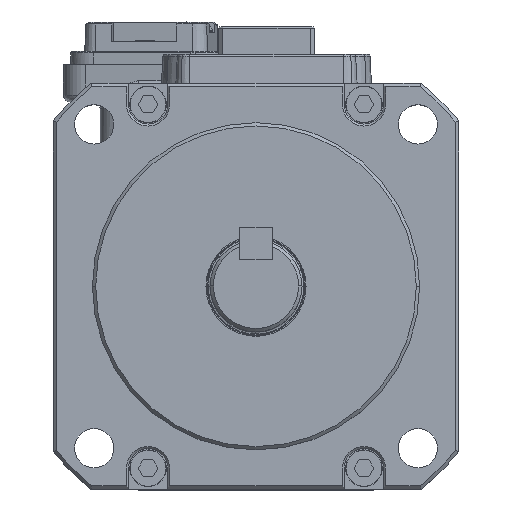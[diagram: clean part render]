
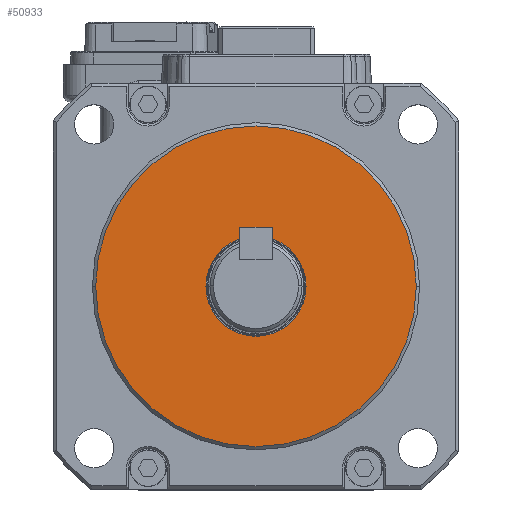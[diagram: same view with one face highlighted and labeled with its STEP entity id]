
A CAD part, top view. The second image highlights one B-rep face of the part: STEP entity #50933.
In plain terms, the highlighted planar face has unit normal (0, 0, 1).
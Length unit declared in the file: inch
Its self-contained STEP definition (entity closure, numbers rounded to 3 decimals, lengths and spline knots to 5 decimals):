
#2323 = CIRCLE ( 'NONE', #31725, 0.30118 ) ;
#3546 = AXIS2_PLACEMENT_3D ( 'NONE', #40120, #44690, #25363 ) ;
#4917 = CARTESIAN_POINT ( 'NONE',  ( 0.96457, 0., 1.16142 ) ) ;
#7146 = DIRECTION ( 'NONE',  ( 0., 0., -1. ) ) ;
#12622 = ORIENTED_EDGE ( 'NONE', *, *, #16963, .F. ) ;
#16226 = EDGE_CURVE ( 'NONE', #49129, #22041, #28165, .T. ) ;
#16963 = EDGE_CURVE ( 'NONE', #22041, #49129, #47449, .T. ) ;
#17619 = FACE_OUTER_BOUND ( 'NONE', #27907, .T. ) ;
#18895 = EDGE_CURVE ( 'NONE', #50860, #23551, #61399, .T. ) ;
#19468 = ORIENTED_EDGE ( 'NONE', *, *, #16226, .F. ) ;
#21251 = DIRECTION ( 'NONE',  ( -1., 0., 0. ) ) ;
#21645 = CARTESIAN_POINT ( 'NONE',  ( 0., 0., 1.16142 ) ) ;
#22041 = VERTEX_POINT ( 'NONE', #4917 ) ;
#23551 = VERTEX_POINT ( 'NONE', #32759 ) ;
#25363 = DIRECTION ( 'NONE',  ( 1., 0., 0. ) ) ;
#25920 = EDGE_CURVE ( 'NONE', #23551, #50860, #2323, .T. ) ;
#27907 = EDGE_LOOP ( 'NONE', ( #19468, #12622 ) ) ;
#28165 = CIRCLE ( 'NONE', #41295, 0.96457 ) ;
#28168 = AXIS2_PLACEMENT_3D ( 'NONE', #55769, #50788, #31252 ) ;
#29508 = DIRECTION ( 'NONE',  ( 0., 0., -1. ) ) ;
#30513 = ORIENTED_EDGE ( 'NONE', *, *, #18895, .T. ) ;
#31252 = DIRECTION ( 'NONE',  ( -1., 0., 0. ) ) ;
#31725 = AXIS2_PLACEMENT_3D ( 'NONE', #53843, #35133, #21251 ) ;
#32759 = CARTESIAN_POINT ( 'NONE',  ( -0.30118, 0., 1.16142 ) ) ;
#33877 = DIRECTION ( 'NONE',  ( -1., 0., 0. ) ) ;
#35133 = DIRECTION ( 'NONE',  ( 0., 0., -1. ) ) ;
#35503 = FACE_BOUND ( 'NONE', #50044, .T. ) ;
#40120 = CARTESIAN_POINT ( 'NONE',  ( 0., 0., 1.16142 ) ) ;
#41295 = AXIS2_PLACEMENT_3D ( 'NONE', #21645, #7146, #45299 ) ;
#43439 = CARTESIAN_POINT ( 'NONE',  ( 0., 0., 1.16142 ) ) ;
#44690 = DIRECTION ( 'NONE',  ( 0., 0., 1. ) ) ;
#45299 = DIRECTION ( 'NONE',  ( -1., 0., 0. ) ) ;
#47449 = CIRCLE ( 'NONE', #28168, 0.96457 ) ;
#48842 = ORIENTED_EDGE ( 'NONE', *, *, #25920, .T. ) ;
#49129 = VERTEX_POINT ( 'NONE', #56769 ) ;
#50044 = EDGE_LOOP ( 'NONE', ( #48842, #30513 ) ) ;
#50788 = DIRECTION ( 'NONE',  ( 0., 0., -1. ) ) ;
#50860 = VERTEX_POINT ( 'NONE', #58609 ) ;
#50933 = ADVANCED_FACE ( 'NONE', ( #35503, #17619 ), #58823, .T. ) ;
#53843 = CARTESIAN_POINT ( 'NONE',  ( 0., 0., 1.16142 ) ) ;
#54112 = AXIS2_PLACEMENT_3D ( 'NONE', #43439, #29508, #33877 ) ;
#55769 = CARTESIAN_POINT ( 'NONE',  ( 0., 0., 1.16142 ) ) ;
#56769 = CARTESIAN_POINT ( 'NONE',  ( -0.96457, 0., 1.16142 ) ) ;
#58609 = CARTESIAN_POINT ( 'NONE',  ( 0.30118, 0., 1.16142 ) ) ;
#58823 = PLANE ( 'NONE',  #3546 ) ;
#61399 = CIRCLE ( 'NONE', #54112, 0.30118 ) ;
